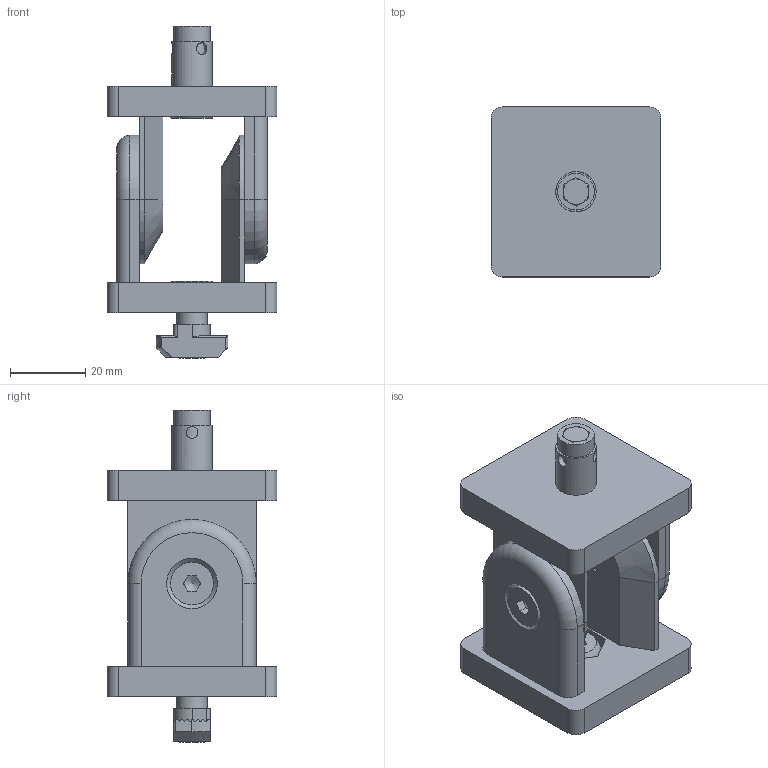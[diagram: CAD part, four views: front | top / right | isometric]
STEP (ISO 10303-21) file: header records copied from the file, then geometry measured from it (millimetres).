
FILE_DESCRIPTION(('STEP AP203'),'1');
FILE_NAME('FIXE10B1020.stp','2023-10-17T10:01:20',(' '),(' '),'Spatial InterOp 3D',' ',' ');
FILE_SCHEMA(('CONFIG_CONTROL_DESIGN'));
Length unit declared in the file: millimetre
Products named in the file (11): Kit articulation 10 45x45 H30 en rainure et extrémité; DRM8; Kit de fixation; Vis BHC - M8x16; Ecrou tête rectangulaire 10 M8; Vis BHC - M8x20; Articulation réglable 10 45x45 H30; Vis FHC - M6x12; Demi_Articulation 8 45x45 H30
Assembly tree (12 placements, depth 4):
  Kit articulation 10 45x45 H30 en rainure et extrémité
    DRM8
    Kit de fixation
      Vis BHC - M8x16
      Ecrou tête rectangulaire 10 M8
    Vis BHC - M8x20
    Articulation réglable 10 45x45 H30
      Articulation réglable 10 45x45 H30
        Vis FHC - M6x12
        Demi_Articulation 8 45x45 H30
      Articulation réglable 10 45x45 H30
        Vis FHC - M6x12
        Demi_Articulation 8 45x45 H30
Bounding box: 45 x 45 x 88 mm (x, y, z)
Volume: 60291.8 mm3; surface area: 26317.2 mm2
Topology: 8 solids, 8 shells, 236 faces, 624 edges, 410 vertices
Faces by surface type: plane 161, cylinder 55, cone 14, sphere 2, bspline 2, torus 2
Full cylindrical faces by diameter (mm): 3.1 x3, 5 x2, 6 x4, 6.8 x1, 7 x2, 8 x4, 8.5 x2, 9.7 x1, 10.7 x1, 11.34 x2
Entity records: 8194 total; most frequent: CARTESIAN_POINT 1503, DIRECTION 967, ORIENTED_EDGE 928, EDGE_CURVE 464, AXIS2_PLACEMENT_3D 340, VERTEX_POINT 323, LINE 287, VECTOR 287
